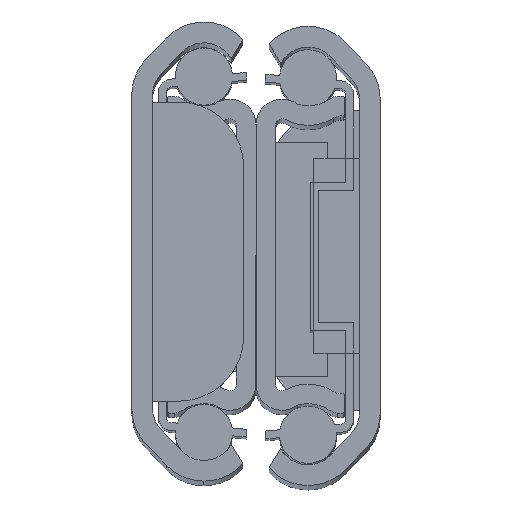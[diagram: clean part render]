
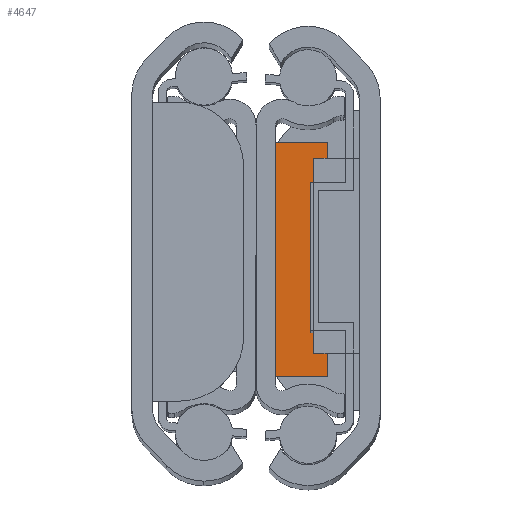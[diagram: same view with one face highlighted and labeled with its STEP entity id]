
A CAD part, top view. The second image highlights one B-rep face of the part: STEP entity #4647.
In plain terms, the highlighted planar face has unit normal (0, 0, 1).
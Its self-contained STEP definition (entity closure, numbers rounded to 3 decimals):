
#243 = VERTEX_POINT ( 'NONE', #1254 ) ;
#1254 = CARTESIAN_POINT ( 'NONE',  ( 0., 9., -96. ) ) ;
#2881 = DIRECTION ( 'NONE',  ( 0., -1., 0. ) ) ;
#2882 = VECTOR ( 'NONE', #2881, 1000. ) ;
#2883 = CARTESIAN_POINT ( 'NONE',  ( 0., 9., -96. ) ) ;
#2884 = LINE ( 'NONE', #2883, #2882 ) ;
#2885 = CARTESIAN_POINT ( 'NONE',  ( 0., -9., -96. ) ) ;
#2897 = DIRECTION ( 'NONE',  ( -1., 0., 0. ) ) ;
#2898 = VECTOR ( 'NONE', #2897, 1000. ) ;
#2899 = CARTESIAN_POINT ( 'NONE',  ( 4., -9., -96. ) ) ;
#2900 = LINE ( 'NONE', #2899, #2898 ) ;
#3309 = PLANE ( 'NONE',  #3369 ) ;
#3357 = CARTESIAN_POINT ( 'NONE',  ( 4., 9., -96. ) ) ;
#3362 = DIRECTION ( 'NONE',  ( -1., 0., 0. ) ) ;
#3363 = VECTOR ( 'NONE', #3362, 1000. ) ;
#3364 = CARTESIAN_POINT ( 'NONE',  ( 4., 9., -96. ) ) ;
#3365 = LINE ( 'NONE', #3364, #3363 ) ;
#3366 = DIRECTION ( 'NONE',  ( -1., 0., 0. ) ) ;
#3367 = DIRECTION ( 'NONE',  ( 0., 0., -1. ) ) ;
#3368 = CARTESIAN_POINT ( 'NONE',  ( 4., 9., -96. ) ) ;
#3369 = AXIS2_PLACEMENT_3D ( 'NONE', #3368, #3367, #3366 ) ;
#3370 = FACE_OUTER_BOUND ( 'NONE', #4655, .T. ) ;
#3385 = DIRECTION ( 'NONE',  ( 0., -1., 0. ) ) ;
#3386 = VECTOR ( 'NONE', #3385, 1000. ) ;
#3387 = CARTESIAN_POINT ( 'NONE',  ( 4., 9., -96. ) ) ;
#3388 = LINE ( 'NONE', #3387, #3386 ) ;
#3432 = CARTESIAN_POINT ( 'NONE',  ( 4., -9., -96. ) ) ;
#4382 = VERTEX_POINT ( 'NONE', #2885 ) ;
#4383 = EDGE_CURVE ( 'NONE', #243, #4382, #2884, .T. ) ;
#4407 = EDGE_CURVE ( 'NONE', #4686, #4382, #2900, .T. ) ;
#4408 = ORIENTED_EDGE ( 'NONE', *, *, #4407, .F. ) ;
#4647 = ADVANCED_FACE ( 'NONE', ( #3370 ), #3309, .F. ) ;
#4648 = EDGE_CURVE ( 'NONE', #4652, #243, #3365, .T. ) ;
#4652 = VERTEX_POINT ( 'NONE', #3357 ) ;
#4655 = EDGE_LOOP ( 'NONE', ( #4656, #4408, #4676, #4680 ) ) ;
#4656 = ORIENTED_EDGE ( 'NONE', *, *, #4383, .T. ) ;
#4676 = ORIENTED_EDGE ( 'NONE', *, *, #4677, .F. ) ;
#4677 = EDGE_CURVE ( 'NONE', #4652, #4686, #3388, .T. ) ;
#4680 = ORIENTED_EDGE ( 'NONE', *, *, #4648, .T. ) ;
#4686 = VERTEX_POINT ( 'NONE', #3432 ) ;
